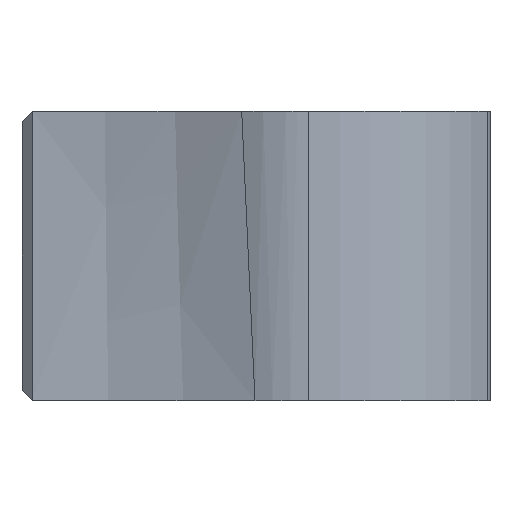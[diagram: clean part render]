
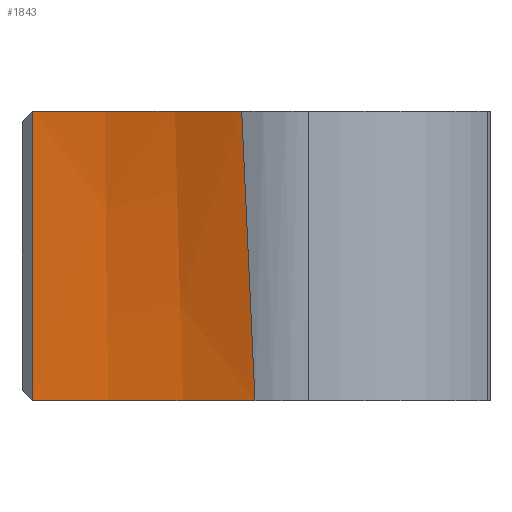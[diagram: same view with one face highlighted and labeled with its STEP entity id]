
A CAD part, left-side view. The second image highlights one B-rep face of the part: STEP entity #1843.
In plain terms, the highlighted free-form (B-spline) face has degree [3, 3] with [4, 4] control points.
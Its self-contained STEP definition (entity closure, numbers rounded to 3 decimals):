
#154=FACE_OUTER_BOUND('',#255,.T.);
#255=EDGE_LOOP('',(#1469,#1470,#1471,#1472));
#359=LINE('',#3783,#482);
#482=VECTOR('',#2037,10.);
#662=B_SPLINE_CURVE_WITH_KNOTS('',3,(#3757,#3758,#3759,#3760,#3761,#3762,
#3763,#3764,#3765,#3766,#3767,#3768,#3769,#3770,#3771,#3772,#3773,#3774,
#3775,#3776,#3777,#3778,#3779,#3780,#3781),.UNSPECIFIED.,.F.,.F.,(4,3,3,
3,3,3,3,3,4),(0.,0.15,0.301,0.451,0.545,
0.696,0.847,0.996,1.089),
 .UNSPECIFIED.);
#663=B_SPLINE_CURVE_WITH_KNOTS('',3,(#3785,#3786,#3787,#3788,#3789,#3790,
#3791,#3792,#3793,#3794,#3795,#3796,#3797,#3798,#3799,#3800,#3801,#3802,
#3803,#3804,#3805,#3806,#3807,#3808,#3809),.UNSPECIFIED.,.F.,.F.,(4,3,3,
3,3,3,3,3,4),(0.,0.149,0.299,0.45,0.56,
0.71,0.861,1.011,1.126),
 .UNSPECIFIED.);
#664=B_SPLINE_CURVE_WITH_KNOTS('',3,(#3810,#3811,#3812,#3813),
 .UNSPECIFIED.,.F.,.F.,(4,4),(2.664,4.123),
 .UNSPECIFIED.);
#803=VERTEX_POINT('',#3755);
#804=VERTEX_POINT('',#3756);
#805=VERTEX_POINT('',#3782);
#806=VERTEX_POINT('',#3784);
#1056=EDGE_CURVE('',#803,#804,#662,.F.);
#1057=EDGE_CURVE('',#805,#803,#359,.T.);
#1058=EDGE_CURVE('',#806,#805,#663,.F.);
#1059=EDGE_CURVE('',#806,#804,#664,.T.);
#1469=ORIENTED_EDGE('',*,*,#1056,.F.);
#1470=ORIENTED_EDGE('',*,*,#1057,.F.);
#1471=ORIENTED_EDGE('',*,*,#1058,.F.);
#1472=ORIENTED_EDGE('',*,*,#1059,.T.);
#1774=B_SPLINE_SURFACE_WITH_KNOTS('',3,3,((#3739,#3740,#3741,#3742),(#3743,
#3744,#3745,#3746),(#3747,#3748,#3749,#3750),(#3751,#3752,#3753,#3754)),
 .UNSPECIFIED.,.F.,.F.,.F.,(4,4),(4,4),(0.,1.),(2.664,4.382),
 .UNSPECIFIED.);
#1843=ADVANCED_FACE('',(#154),#1774,.T.);
#2037=DIRECTION('',(0.098,0.,0.995));
#3739=CARTESIAN_POINT('Ctrl Pts',(-7.403,13.57,-2.536));
#3740=CARTESIAN_POINT('Ctrl Pts',(-6.856,13.57,3.04));
#3741=CARTESIAN_POINT('Ctrl Pts',(-6.309,13.57,8.617));
#3742=CARTESIAN_POINT('Ctrl Pts',(-5.762,13.57,14.2));
#3743=CARTESIAN_POINT('Ctrl Pts',(-7.247,9.821,-1.747));
#3744=CARTESIAN_POINT('Ctrl Pts',(-6.875,9.872,3.832));
#3745=CARTESIAN_POINT('Ctrl Pts',(-6.494,9.928,9.409));
#3746=CARTESIAN_POINT('Ctrl Pts',(-6.105,9.985,14.989));
#3747=CARTESIAN_POINT('Ctrl Pts',(-7.949,6.057,-0.874));
#3748=CARTESIAN_POINT('Ctrl Pts',(-7.726,6.199,4.705));
#3749=CARTESIAN_POINT('Ctrl Pts',(-7.488,6.346,10.279));
#3750=CARTESIAN_POINT('Ctrl Pts',(-7.233,6.494,15.854));
#3751=CARTESIAN_POINT('Ctrl Pts',(-9.442,2.636,0.));
#3752=CARTESIAN_POINT('Ctrl Pts',(-9.331,2.889,5.579));
#3753=CARTESIAN_POINT('Ctrl Pts',(-9.201,3.147,11.15));
#3754=CARTESIAN_POINT('Ctrl Pts',(-9.049,3.404,16.72));
#3755=CARTESIAN_POINT('',(-5.762,13.57,14.2));
#3756=CARTESIAN_POINT('',(-9.116,3.288,14.2));
#3757=CARTESIAN_POINT('Ctrl Pts',(-9.116,3.288,14.2));
#3758=CARTESIAN_POINT('Ctrl Pts',(-8.87,3.724,14.2));
#3759=CARTESIAN_POINT('Ctrl Pts',(-8.637,4.167,14.2));
#3760=CARTESIAN_POINT('Ctrl Pts',(-8.415,4.616,14.2));
#3761=CARTESIAN_POINT('Ctrl Pts',(-8.193,5.066,14.2));
#3762=CARTESIAN_POINT('Ctrl Pts',(-7.984,5.522,14.2));
#3763=CARTESIAN_POINT('Ctrl Pts',(-7.787,5.983,14.2));
#3764=CARTESIAN_POINT('Ctrl Pts',(-7.591,6.444,14.2));
#3765=CARTESIAN_POINT('Ctrl Pts',(-7.406,6.91,14.2));
#3766=CARTESIAN_POINT('Ctrl Pts',(-7.235,7.38,14.2));
#3767=CARTESIAN_POINT('Ctrl Pts',(-7.128,7.675,14.2));
#3768=CARTESIAN_POINT('Ctrl Pts',(-7.025,7.971,14.2));
#3769=CARTESIAN_POINT('Ctrl Pts',(-6.928,8.269,14.2));
#3770=CARTESIAN_POINT('Ctrl Pts',(-6.772,8.747,14.2));
#3771=CARTESIAN_POINT('Ctrl Pts',(-6.63,9.228,14.2));
#3772=CARTESIAN_POINT('Ctrl Pts',(-6.5,9.713,14.2));
#3773=CARTESIAN_POINT('Ctrl Pts',(-6.371,10.197,14.2));
#3774=CARTESIAN_POINT('Ctrl Pts',(-6.255,10.685,14.2));
#3775=CARTESIAN_POINT('Ctrl Pts',(-6.152,11.175,14.2));
#3776=CARTESIAN_POINT('Ctrl Pts',(-6.05,11.662,14.2));
#3777=CARTESIAN_POINT('Ctrl Pts',(-5.962,12.152,14.2));
#3778=CARTESIAN_POINT('Ctrl Pts',(-5.887,12.644,14.2));
#3779=CARTESIAN_POINT('Ctrl Pts',(-5.84,12.952,14.2));
#3780=CARTESIAN_POINT('Ctrl Pts',(-5.798,13.261,14.2));
#3781=CARTESIAN_POINT('Ctrl Pts',(-5.762,13.57,14.2));
#3782=CARTESIAN_POINT('',(-7.154,13.57,0.));
#3783=CARTESIAN_POINT('',(-6.775,13.57,3.864));
#3784=CARTESIAN_POINT('',(-9.442,2.636,0.));
#3785=CARTESIAN_POINT('Ctrl Pts',(-7.154,13.57,0.));
#3786=CARTESIAN_POINT('Ctrl Pts',(-7.154,13.072,0.));
#3787=CARTESIAN_POINT('Ctrl Pts',(-7.168,12.575,0.));
#3788=CARTESIAN_POINT('Ctrl Pts',(-7.196,12.079,0.));
#3789=CARTESIAN_POINT('Ctrl Pts',(-7.224,11.58,0.));
#3790=CARTESIAN_POINT('Ctrl Pts',(-7.266,11.082,0.));
#3791=CARTESIAN_POINT('Ctrl Pts',(-7.321,10.585,0.));
#3792=CARTESIAN_POINT('Ctrl Pts',(-7.376,10.087,0.));
#3793=CARTESIAN_POINT('Ctrl Pts',(-7.445,9.59,0.));
#3794=CARTESIAN_POINT('Ctrl Pts',(-7.528,9.095,0.));
#3795=CARTESIAN_POINT('Ctrl Pts',(-7.589,8.733,0.));
#3796=CARTESIAN_POINT('Ctrl Pts',(-7.656,8.372,0.));
#3797=CARTESIAN_POINT('Ctrl Pts',(-7.731,8.012,0.));
#3798=CARTESIAN_POINT('Ctrl Pts',(-7.834,7.522,0.));
#3799=CARTESIAN_POINT('Ctrl Pts',(-7.949,7.035,0.));
#3800=CARTESIAN_POINT('Ctrl Pts',(-8.077,6.551,0.));
#3801=CARTESIAN_POINT('Ctrl Pts',(-8.206,6.067,0.));
#3802=CARTESIAN_POINT('Ctrl Pts',(-8.348,5.587,0.));
#3803=CARTESIAN_POINT('Ctrl Pts',(-8.503,5.11,0.));
#3804=CARTESIAN_POINT('Ctrl Pts',(-8.657,4.635,0.));
#3805=CARTESIAN_POINT('Ctrl Pts',(-8.825,4.164,0.));
#3806=CARTESIAN_POINT('Ctrl Pts',(-9.005,3.697,0.));
#3807=CARTESIAN_POINT('Ctrl Pts',(-9.143,3.34,0.));
#3808=CARTESIAN_POINT('Ctrl Pts',(-9.289,2.987,0.));
#3809=CARTESIAN_POINT('Ctrl Pts',(-9.442,2.636,0.));
#3810=CARTESIAN_POINT('Ctrl Pts',(-9.442,2.636,0.));
#3811=CARTESIAN_POINT('Ctrl Pts',(-9.348,2.851,4.738));
#3812=CARTESIAN_POINT('Ctrl Pts',(-9.239,3.07,9.47));
#3813=CARTESIAN_POINT('Ctrl Pts',(-9.116,3.288,14.2));
